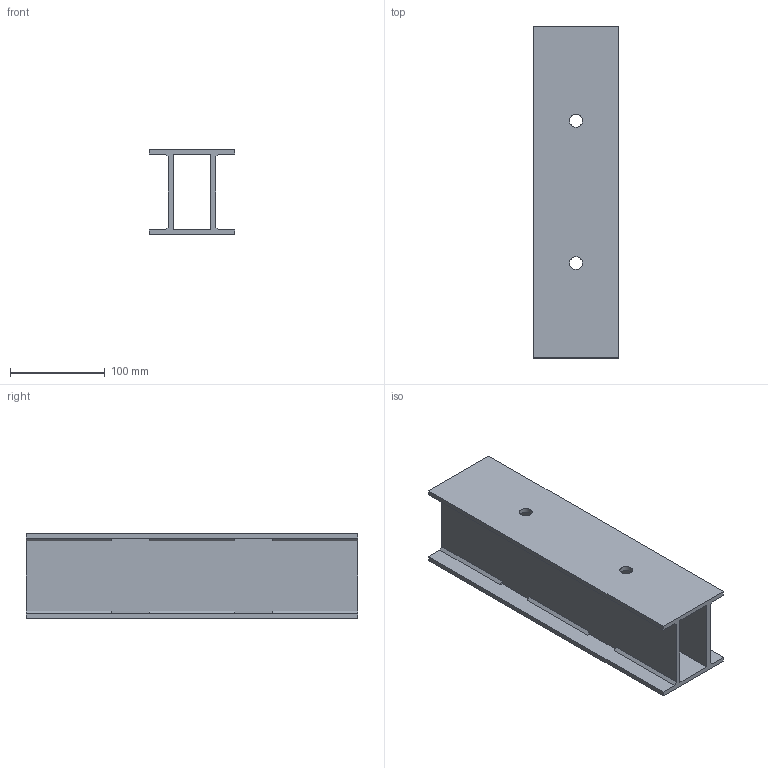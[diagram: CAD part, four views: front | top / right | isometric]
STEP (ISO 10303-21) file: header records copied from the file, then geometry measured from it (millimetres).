
FILE_DESCRIPTION((''),'2;1');
FILE_NAME('136648.stp','2010-08-27T14:21:51',('DMK009'),(''),'Autodesk Inventor 2010','Autodesk Inventor 2010','');
FILE_SCHEMA(('AUTOMOTIVE_DESIGN { 1 0 10303 214 1 1 1 1 }'));
Length unit declared in the file: millimetre
Products named in the file (1): 136648
Bounding box: 90 x 350 x 90 mm (x, y, z)
Volume: 596997.7 mm3; surface area: 239313 mm2
Topology: 1 solids, 1 shells, 50 faces, 144 edges, 96 vertices
Faces by surface type: plane 46, bspline 4
Entity records: 1758 total; most frequent: CARTESIAN_POINT 355, ORIENTED_EDGE 280, DIRECTION 242, EDGE_CURVE 140, VECTOR 132, LINE 132, VERTEX_POINT 96, EDGE_LOOP 64
